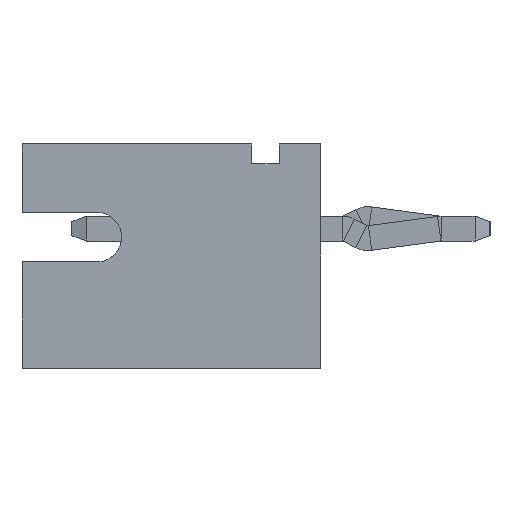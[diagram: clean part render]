
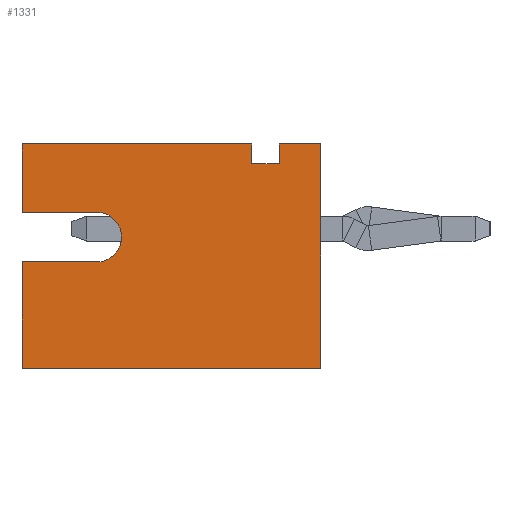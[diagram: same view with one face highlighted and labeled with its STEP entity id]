
A CAD part, left-side view. The second image highlights one B-rep face of the part: STEP entity #1331.
In plain terms, the highlighted planar face has unit normal (-1, 0, 0).
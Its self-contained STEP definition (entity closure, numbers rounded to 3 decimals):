
#7 = DIRECTION ( 'NONE',  ( 1., 0., 0. ) ) ;
#8 = EDGE_CURVE ( 'NONE', #1121, #5505, #4690, .T. ) ;
#61 = VERTEX_POINT ( 'NONE', #828 ) ;
#122 = CARTESIAN_POINT ( 'NONE',  ( -12.95, 0., -2.25 ) ) ;
#142 = CARTESIAN_POINT ( 'NONE',  ( -12.95, 1.39, 1.85 ) ) ;
#194 = DIRECTION ( 'NONE',  ( 0., -1., 0. ) ) ;
#248 = ORIENTED_EDGE ( 'NONE', *, *, #4912, .F. ) ;
#323 = CARTESIAN_POINT ( 'NONE',  ( -12.95, 4.5, -0.12 ) ) ;
#337 = EDGE_CURVE ( 'NONE', #2812, #1121, #5091, .T. ) ;
#341 = VERTEX_POINT ( 'NONE', #2520 ) ;
#342 = VECTOR ( 'NONE', #2006, 1000. ) ;
#433 = PLANE ( 'NONE',  #1106 ) ;
#492 = DIRECTION ( 'NONE',  ( 0., 1., 0. ) ) ;
#674 = ORIENTED_EDGE ( 'NONE', *, *, #3615, .F. ) ;
#686 = DIRECTION ( 'NONE',  ( 0., 0., -1. ) ) ;
#720 = EDGE_CURVE ( 'NONE', #2911, #4702, #2537, .T. ) ;
#726 = VECTOR ( 'NONE', #5370, 1000. ) ;
#735 = DIRECTION ( 'NONE',  ( 0., -1., 0. ) ) ;
#741 = CARTESIAN_POINT ( 'NONE',  ( -12.95, 6., -0.12 ) ) ;
#748 = LINE ( 'NONE', #4269, #342 ) ;
#790 = ORIENTED_EDGE ( 'NONE', *, *, #8, .F. ) ;
#828 = CARTESIAN_POINT ( 'NONE',  ( -12.95, 0.83, 2.25 ) ) ;
#857 = LINE ( 'NONE', #2464, #3273 ) ;
#879 = DIRECTION ( 'NONE',  ( 0., 0., -1. ) ) ;
#905 = ORIENTED_EDGE ( 'NONE', *, *, #5291, .F. ) ;
#966 = CARTESIAN_POINT ( 'NONE',  ( -12.95, 0., 2.25 ) ) ;
#1017 = VERTEX_POINT ( 'NONE', #122 ) ;
#1027 = CARTESIAN_POINT ( 'NONE',  ( -12.95, 4.5, 0.88 ) ) ;
#1091 = EDGE_CURVE ( 'NONE', #2710, #341, #748, .T. ) ;
#1106 = AXIS2_PLACEMENT_3D ( 'NONE', #2228, #7, #1718 ) ;
#1121 = VERTEX_POINT ( 'NONE', #323 ) ;
#1178 = CARTESIAN_POINT ( 'NONE',  ( -12.95, 0., 2.25 ) ) ;
#1331 = ADVANCED_FACE ( 'NONE', ( #3927 ), #433, .F. ) ;
#1334 = ORIENTED_EDGE ( 'NONE', *, *, #5482, .F. ) ;
#1338 = CARTESIAN_POINT ( 'NONE',  ( -12.95, 1.39, 2.25 ) ) ;
#1351 = DIRECTION ( 'NONE',  ( -1., 0., 0. ) ) ;
#1432 = EDGE_CURVE ( 'NONE', #5505, #2500, #4087, .T. ) ;
#1490 = EDGE_CURVE ( 'NONE', #1017, #5432, #1940, .T. ) ;
#1498 = VECTOR ( 'NONE', #5044, 1000. ) ;
#1546 = ORIENTED_EDGE ( 'NONE', *, *, #720, .F. ) ;
#1697 = ORIENTED_EDGE ( 'NONE', *, *, #1432, .F. ) ;
#1718 = DIRECTION ( 'NONE',  ( 0., 1., 0. ) ) ;
#1720 = ORIENTED_EDGE ( 'NONE', *, *, #337, .F. ) ;
#1940 = LINE ( 'NONE', #5486, #3983 ) ;
#1991 = CARTESIAN_POINT ( 'NONE',  ( -12.95, 0.83, 2.25 ) ) ;
#2006 = DIRECTION ( 'NONE',  ( 0., -1., 0. ) ) ;
#2117 = DIRECTION ( 'NONE',  ( 0., 0., -1. ) ) ;
#2148 = VECTOR ( 'NONE', #686, 1000. ) ;
#2197 = CARTESIAN_POINT ( 'NONE',  ( -12.95, 6., 0.88 ) ) ;
#2228 = CARTESIAN_POINT ( 'NONE',  ( -12.95, 4.5, 0.38 ) ) ;
#2329 = VECTOR ( 'NONE', #879, 1000. ) ;
#2443 = ORIENTED_EDGE ( 'NONE', *, *, #3085, .F. ) ;
#2464 = CARTESIAN_POINT ( 'NONE',  ( -12.95, 6., 0.88 ) ) ;
#2500 = VERTEX_POINT ( 'NONE', #2197 ) ;
#2520 = CARTESIAN_POINT ( 'NONE',  ( -12.95, 0.83, 1.85 ) ) ;
#2537 = LINE ( 'NONE', #3873, #2671 ) ;
#2606 = VECTOR ( 'NONE', #3097, 1000. ) ;
#2671 = VECTOR ( 'NONE', #5201, 1000. ) ;
#2710 = VERTEX_POINT ( 'NONE', #142 ) ;
#2718 = CARTESIAN_POINT ( 'NONE',  ( -12.95, 6., -2.25 ) ) ;
#2812 = VERTEX_POINT ( 'NONE', #741 ) ;
#2816 = LINE ( 'NONE', #5488, #1498 ) ;
#2911 = VERTEX_POINT ( 'NONE', #3364 ) ;
#3033 = AXIS2_PLACEMENT_3D ( 'NONE', #5337, #1351, #2117 ) ;
#3085 = EDGE_CURVE ( 'NONE', #341, #61, #5304, .T. ) ;
#3097 = DIRECTION ( 'NONE',  ( 0., 0., 1. ) ) ;
#3156 = EDGE_CURVE ( 'NONE', #61, #3661, #4528, .T. ) ;
#3273 = VECTOR ( 'NONE', #4835, 1000. ) ;
#3364 = CARTESIAN_POINT ( 'NONE',  ( -12.95, 6., 2.25 ) ) ;
#3615 = EDGE_CURVE ( 'NONE', #5432, #2812, #2816, .T. ) ;
#3661 = VERTEX_POINT ( 'NONE', #1178 ) ;
#3873 = CARTESIAN_POINT ( 'NONE',  ( -12.95, 6., 2.25 ) ) ;
#3927 = FACE_OUTER_BOUND ( 'NONE', #4568, .T. ) ;
#3983 = VECTOR ( 'NONE', #492, 1000. ) ;
#4003 = VECTOR ( 'NONE', #194, 1000. ) ;
#4087 = LINE ( 'NONE', #4141, #726 ) ;
#4141 = CARTESIAN_POINT ( 'NONE',  ( -12.95, 6., 0.88 ) ) ;
#4211 = ORIENTED_EDGE ( 'NONE', *, *, #3156, .F. ) ;
#4269 = CARTESIAN_POINT ( 'NONE',  ( -12.95, 1.39, 1.85 ) ) ;
#4528 = LINE ( 'NONE', #1991, #4003 ) ;
#4568 = EDGE_LOOP ( 'NONE', ( #5717, #1334, #4211, #2443, #4723, #248, #1546, #905, #1697, #790, #1720, #674 ) ) ;
#4665 = LINE ( 'NONE', #4692, #2148 ) ;
#4690 = CIRCLE ( 'NONE', #3033, 0.5 ) ;
#4692 = CARTESIAN_POINT ( 'NONE',  ( -12.95, 1.39, 2.25 ) ) ;
#4702 = VERTEX_POINT ( 'NONE', #1338 ) ;
#4711 = CARTESIAN_POINT ( 'NONE',  ( -12.95, 4.5, -0.12 ) ) ;
#4723 = ORIENTED_EDGE ( 'NONE', *, *, #1091, .F. ) ;
#4835 = DIRECTION ( 'NONE',  ( 0., 0., 1. ) ) ;
#4862 = LINE ( 'NONE', #966, #2329 ) ;
#4879 = CARTESIAN_POINT ( 'NONE',  ( -12.95, 0.83, 1.85 ) ) ;
#4912 = EDGE_CURVE ( 'NONE', #4702, #2710, #4665, .T. ) ;
#5044 = DIRECTION ( 'NONE',  ( 0., 0., 1. ) ) ;
#5091 = LINE ( 'NONE', #4711, #5449 ) ;
#5201 = DIRECTION ( 'NONE',  ( 0., -1., 0. ) ) ;
#5291 = EDGE_CURVE ( 'NONE', #2500, #2911, #857, .T. ) ;
#5304 = LINE ( 'NONE', #4879, #2606 ) ;
#5337 = CARTESIAN_POINT ( 'NONE',  ( -12.95, 4.5, 0.38 ) ) ;
#5370 = DIRECTION ( 'NONE',  ( 0., 1., 0. ) ) ;
#5432 = VERTEX_POINT ( 'NONE', #2718 ) ;
#5449 = VECTOR ( 'NONE', #735, 1000. ) ;
#5482 = EDGE_CURVE ( 'NONE', #3661, #1017, #4862, .T. ) ;
#5486 = CARTESIAN_POINT ( 'NONE',  ( -12.95, 0., -2.25 ) ) ;
#5488 = CARTESIAN_POINT ( 'NONE',  ( -12.95, 6., -2.25 ) ) ;
#5505 = VERTEX_POINT ( 'NONE', #1027 ) ;
#5717 = ORIENTED_EDGE ( 'NONE', *, *, #1490, .F. ) ;
